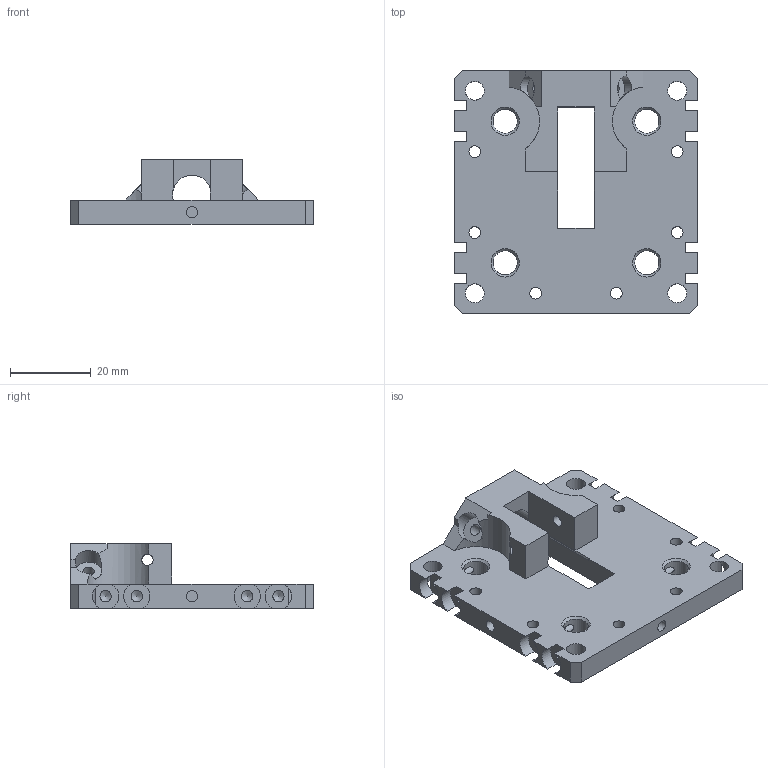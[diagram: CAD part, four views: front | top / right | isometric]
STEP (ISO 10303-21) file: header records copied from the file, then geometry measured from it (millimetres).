
FILE_DESCRIPTION(/* description */ (''),/* implementation_level */ '2;1');
FILE_NAME(/* name */ '40_XYStage_Heightadapter_Base.ipt.step',/* time_stamp */ '2022-11-29T08:27:58+01:00',/* author */ ('UC2'),/* organization */ (''),/* preprocessor_version */ 'ST-DEVELOPER v18.1',/* originating_system */ 'Autodesk Inventor 2022',/* authorisation */ '');
FILE_SCHEMA (('AUTOMOTIVE_DESIGN { 1 0 10303 214 3 1 1 }'));
Length unit declared in the file: millimetre
Products named in the file (1): 40_XYStage_Heightadapter_Base
Bounding box: 60 x 60 x 16 mm (x, y, z)
Volume: 19599.7 mm3; surface area: 12791.9 mm2
Topology: 1 solids, 1 shells, 122 faces, 377 edges, 251 vertices
Faces by surface type: plane 57, cylinder 53, cone 12
Full cylindrical faces by diameter (mm): 2.8 x15, 2.9 x8, 4.65 x4, 6 x4
Entity records: 5119 total; most frequent: CARTESIAN_POINT 1521, ORIENTED_EDGE 738, DIRECTION 719, EDGE_CURVE 369, AXIS2_PLACEMENT_3D 256, VERTEX_POINT 251, LINE 207, VECTOR 207
